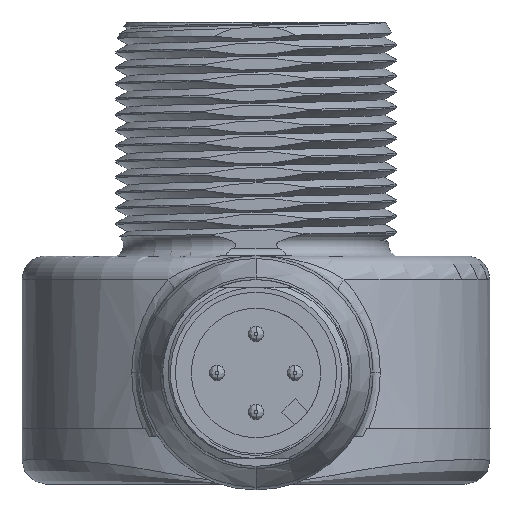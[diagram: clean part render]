
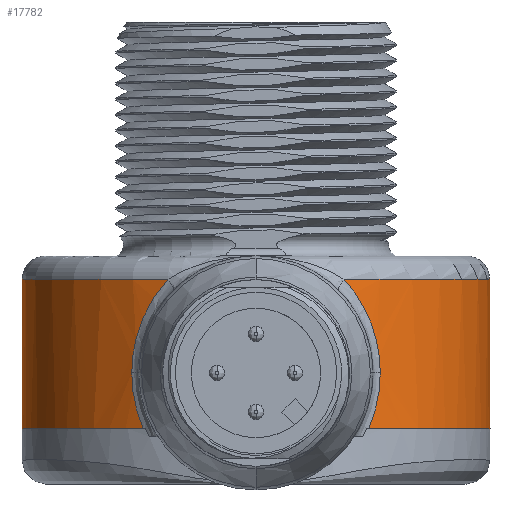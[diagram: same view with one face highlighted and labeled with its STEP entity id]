
A CAD part, front view. The second image highlights one B-rep face of the part: STEP entity #17782.
In plain terms, the highlighted cylindrical face has radius 15 mm (diameter 30 mm), a partial arc.
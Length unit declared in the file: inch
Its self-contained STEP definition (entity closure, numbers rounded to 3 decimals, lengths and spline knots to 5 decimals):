
#957=CARTESIAN_POINT('',(0.,0.,-0.43575));
#958=DIRECTION('',(0.,0.,1.));
#959=DIRECTION('',(0.482,-0.876,0.));
#960=AXIS2_PLACEMENT_3D('',#957,#958,#959);
#962=CARTESIAN_POINT('',(0.28475,-0.51737,
-0.43575));
#963=CARTESIAN_POINT('',(0.28697,-0.51614,
-0.43062));
#964=CARTESIAN_POINT('',(0.29115,-0.51381,
-0.42032));
#965=CARTESIAN_POINT('',(0.29661,-0.51067,
-0.40472));
#966=CARTESIAN_POINT('',(0.3013,-0.50792,
-0.38903));
#967=CARTESIAN_POINT('',(0.30521,-0.50558,
-0.37331));
#968=CARTESIAN_POINT('',(0.30836,-0.50365,
-0.3576));
#969=CARTESIAN_POINT('',(0.31079,-0.50216,
-0.34192));
#970=CARTESIAN_POINT('',(0.31249,-0.5011,
-0.32629));
#971=CARTESIAN_POINT('',(0.3135,-0.50047,
-0.31073));
#972=CARTESIAN_POINT('',(0.31373,-0.50032,
-0.30042));
#973=CARTESIAN_POINT('',(0.31373,-0.50032,
-0.29528));
#975=CARTESIAN_POINT('',(0.31373,-0.50032,
-0.29528));
#976=CARTESIAN_POINT('',(0.31373,-0.50032,
-0.28989));
#977=CARTESIAN_POINT('',(0.31348,-0.50048,
-0.27909));
#978=CARTESIAN_POINT('',(0.31237,-0.50118,
-0.26275));
#979=CARTESIAN_POINT('',(0.31049,-0.50235,
-0.24631));
#980=CARTESIAN_POINT('',(0.3078,-0.504,
-0.22982));
#981=CARTESIAN_POINT('',(0.30431,-0.50612,
-0.2133));
#982=CARTESIAN_POINT('',(0.29998,-0.5087,
-0.19679));
#983=CARTESIAN_POINT('',(0.29479,-0.51172,
-0.18033));
#984=CARTESIAN_POINT('',(0.28873,-0.51517,
-0.16398));
#985=CARTESIAN_POINT('',(0.28178,-0.51901,
-0.14779));
#986=CARTESIAN_POINT('',(0.27394,-0.5232,
-0.13182));
#987=CARTESIAN_POINT('',(0.26521,-0.52768,
-0.11619));
#988=CARTESIAN_POINT('',(0.25564,-0.53239,
-0.10099));
#989=CARTESIAN_POINT('',(0.24526,-0.53726,
-0.08633));
#990=CARTESIAN_POINT('',(0.23413,-0.54221,
-0.07227));
#991=CARTESIAN_POINT('',(0.22627,-0.5455,
-0.06339));
#992=CARTESIAN_POINT('',(0.22222,-0.54714,
-0.05906));
#994=CARTESIAN_POINT('',(0.,0.,-0.05906));
#995=DIRECTION('',(0.,0.,-1.));
#996=DIRECTION('',(-1.,0.,0.));
#997=AXIS2_PLACEMENT_3D('',#994,#995,#996);
#999=CARTESIAN_POINT('',(0.,0.,-0.05906));
#1000=DIRECTION('',(0.,0.,-1.));
#1001=DIRECTION('',(-0.376,-0.926,0.));
#1002=AXIS2_PLACEMENT_3D('',#999,#1000,#1001);
#1004=CARTESIAN_POINT('',(-0.22222,-0.54714,
-0.05905));
#1005=CARTESIAN_POINT('',(-0.22627,-0.5455,
-0.06338));
#1006=CARTESIAN_POINT('',(-0.23413,-0.54221,
-0.07227));
#1007=CARTESIAN_POINT('',(-0.24526,-0.53726,
-0.08632));
#1008=CARTESIAN_POINT('',(-0.25563,-0.53239,
-0.10099));
#1009=CARTESIAN_POINT('',(-0.26521,-0.52768,
-0.11618));
#1010=CARTESIAN_POINT('',(-0.27393,-0.5232,
-0.13181));
#1011=CARTESIAN_POINT('',(-0.28178,-0.51901,
-0.14777));
#1012=CARTESIAN_POINT('',(-0.28873,-0.51518,
-0.16396));
#1013=CARTESIAN_POINT('',(-0.29479,-0.51173,
-0.18031));
#1014=CARTESIAN_POINT('',(-0.29998,-0.5087,
-0.19677));
#1015=CARTESIAN_POINT('',(-0.30431,-0.50612,
-0.21328));
#1016=CARTESIAN_POINT('',(-0.3078,-0.504,
-0.22981));
#1017=CARTESIAN_POINT('',(-0.31048,-0.50235,
-0.2463));
#1018=CARTESIAN_POINT('',(-0.31237,-0.50118,
-0.26274));
#1019=CARTESIAN_POINT('',(-0.31348,-0.50048,
-0.27909));
#1020=CARTESIAN_POINT('',(-0.31373,-0.50032,
-0.28989));
#1021=CARTESIAN_POINT('',(-0.31373,-0.50032,
-0.29528));
#1023=CARTESIAN_POINT('',(-0.31373,-0.50032,
-0.29528));
#1024=CARTESIAN_POINT('',(-0.31373,-0.50032,
-0.30042));
#1025=CARTESIAN_POINT('',(-0.3135,-0.50047,
-0.31073));
#1026=CARTESIAN_POINT('',(-0.31249,-0.5011,
-0.3263));
#1027=CARTESIAN_POINT('',(-0.31078,-0.50216,
-0.34194));
#1028=CARTESIAN_POINT('',(-0.30836,-0.50366,
-0.35763));
#1029=CARTESIAN_POINT('',(-0.3052,-0.50558,
-0.37334));
#1030=CARTESIAN_POINT('',(-0.30129,-0.50792,
-0.38906));
#1031=CARTESIAN_POINT('',(-0.29661,-0.51067,
-0.40474));
#1032=CARTESIAN_POINT('',(-0.29114,-0.51381,
-0.42033));
#1033=CARTESIAN_POINT('',(-0.28697,-0.51614,
-0.43062));
#1034=CARTESIAN_POINT('',(-0.28475,-0.51737,
-0.43575));
#5379=CARTESIAN_POINT('',(0.22222,-0.54714,
-0.05906));
#15125=CARTESIAN_POINT('',(-0.59055,0.,
-0.05906));
#15127=VERTEX_POINT('',#15125);
#15295=VERTEX_POINT('',#5379);
#15298=VERTEX_POINT('',#975);
#15303=VERTEX_POINT('',#1004);
#15304=VERTEX_POINT('',#1021);
#16475=CARTESIAN_POINT('',(0.28475,-0.51737,
-0.43575));
#16476=CARTESIAN_POINT('',(-0.28475,-0.51737,
-0.43575));
#16477=VERTEX_POINT('',#16475);
#16478=VERTEX_POINT('',#16476);
#17763=CARTESIAN_POINT('',(0.,0.,-0.64961));
#17764=DIRECTION('',(0.,0.,1.));
#17765=DIRECTION('',(1.,0.,0.));
#17766=AXIS2_PLACEMENT_3D('',#17763,#17764,#17765);
#17767=CYLINDRICAL_SURFACE('',#17766,0.59055);
#17768=ORIENTED_EDGE('',*,*,#17752,.F.);
#17770=ORIENTED_EDGE('',*,*,#17769,.T.);
#17772=ORIENTED_EDGE('',*,*,#17771,.T.);
#17774=ORIENTED_EDGE('',*,*,#17773,.F.);
#17776=ORIENTED_EDGE('',*,*,#17775,.F.);
#17778=ORIENTED_EDGE('',*,*,#17777,.T.);
#17779=ORIENTED_EDGE('',*,*,#17737,.T.);
#17780=EDGE_LOOP('',(#17768,#17770,#17772,#17774,#17776,#17778,#17779));
#17781=FACE_OUTER_BOUND('',#17780,.F.);
#17782=ADVANCED_FACE('',(#17781),#17767,.T.);
#961=CIRCLE('',#960,0.59055);
#974=B_SPLINE_CURVE_WITH_KNOTS('',3,(#962,#963,#964,#965,#966,#967,#968,#969,
#970,#971,#972,#973),.UNSPECIFIED.,.F.,.F.,(4,1,1,1,1,1,1,1,1,4),(0.,
0.11111,0.22222,0.33333,0.44444,
0.55556,0.66667,0.77778,0.88889,1.),
.UNSPECIFIED.);
#993=B_SPLINE_CURVE_WITH_KNOTS('',3,(#975,#976,#977,#978,#979,#980,#981,#982,
#983,#984,#985,#986,#987,#988,#989,#990,#991,#992),.UNSPECIFIED.,.F.,.F.,(4,1,1,
1,1,1,1,1,1,1,1,1,1,1,1,4),(0.,0.06667,0.13333,0.2,
0.26667,0.33333,0.4,0.46667,0.53333,
0.6,0.66667,0.73333,0.8,0.86667,
0.93333,1.),.UNSPECIFIED.);
#998=CIRCLE('',#997,0.59055);
#1003=CIRCLE('',#1002,0.59055);
#1022=B_SPLINE_CURVE_WITH_KNOTS('',3,(#1004,#1005,#1006,#1007,#1008,#1009,#1010,
#1011,#1012,#1013,#1014,#1015,#1016,#1017,#1018,#1019,#1020,#1021),
.UNSPECIFIED.,.F.,.F.,(4,1,1,1,1,1,1,1,1,1,1,1,1,1,1,4),(0.,0.06667,
0.13333,0.2,0.26667,0.33333,0.4,
0.46667,0.53333,0.6,0.66667,0.73333,
0.8,0.86667,0.93333,1.),.UNSPECIFIED.);
#1035=B_SPLINE_CURVE_WITH_KNOTS('',3,(#1023,#1024,#1025,#1026,#1027,#1028,#1029,
#1030,#1031,#1032,#1033,#1034),.UNSPECIFIED.,.F.,.F.,(4,1,1,1,1,1,1,1,1,4),
(0.,0.11111,0.22222,0.33333,0.44444,
0.55556,0.66667,0.77778,0.88889,1.),
.UNSPECIFIED.);
#17737=EDGE_CURVE('',#15304,#16478,#1035,.T.);
#17752=EDGE_CURVE('',#16477,#16478,#961,.T.);
#17769=EDGE_CURVE('',#16477,#15298,#974,.T.);
#17771=EDGE_CURVE('',#15298,#15295,#993,.T.);
#17773=EDGE_CURVE('',#15127,#15295,#998,.T.);
#17775=EDGE_CURVE('',#15303,#15127,#1003,.T.);
#17777=EDGE_CURVE('',#15303,#15304,#1022,.T.);
